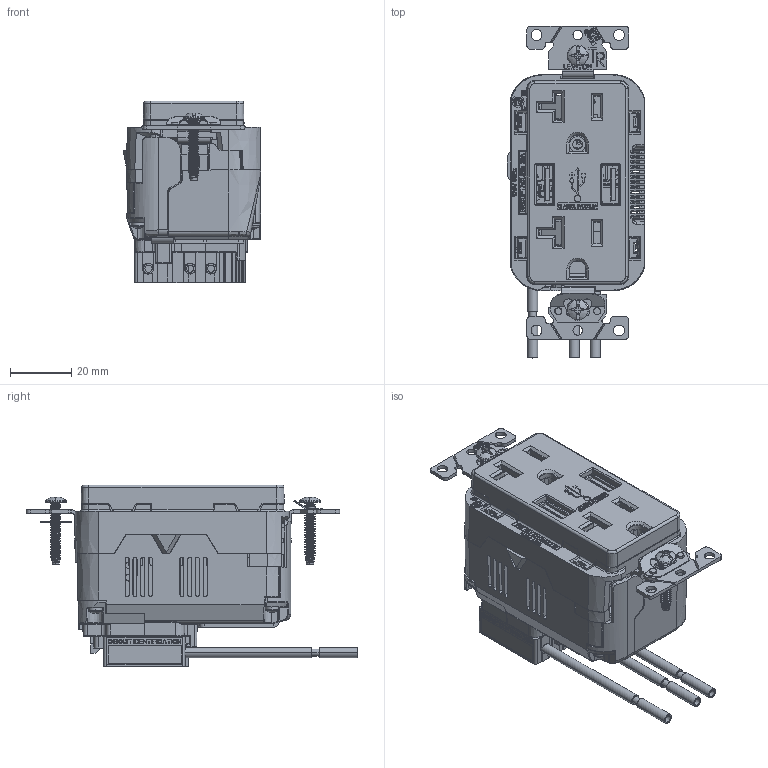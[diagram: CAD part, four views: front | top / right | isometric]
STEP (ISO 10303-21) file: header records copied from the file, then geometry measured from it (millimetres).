
FILE_DESCRIPTION (( 'STEP AP214' ), '1' );
FILE_NAME ('CATSTD-M58AA-000-M02.STEP', '2019-07-31T14:20:33', ( '' ), ( '' ), 'SwSTEP 2.0', 'SolidWorks 2017', '' );
FILE_SCHEMA (( 'AUTOMOTIVE_DESIGN' ));
Length unit declared in the file: inch
Products named in the file (1): CATSTD-M58AA-000-M02
Bounding box: 45.07 x 108.71 x 59.61 mm (x, y, z)
Surface area: 37386 mm2 (no closed solid volume)
Topology: 0 solids, 118 shells, 2970 faces, 17403 edges, 14005 vertices
Faces by surface type: plane 2121, cylinder 431, bspline 233, cone 114, torus 61, sphere 10
Entity records: 235584 total; most frequent: CARTESIAN_POINT 72262, ORIENTED_EDGE 23233, DIRECTION 22126, EDGE_CURVE 17400, VECTOR 14190, LINE 14190, VERTEX_POINT 14005, AXIS2_PLACEMENT_3D 3968
